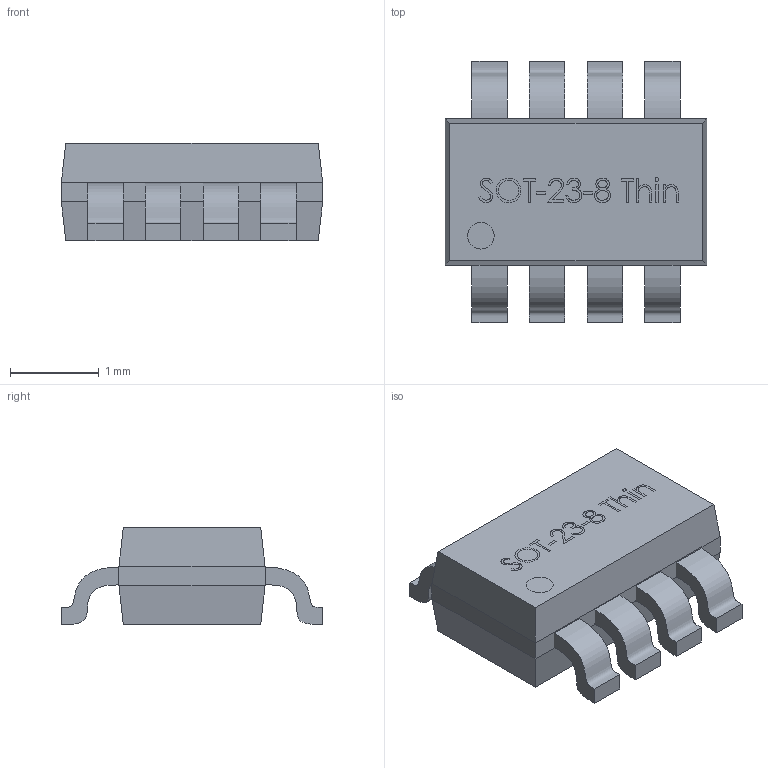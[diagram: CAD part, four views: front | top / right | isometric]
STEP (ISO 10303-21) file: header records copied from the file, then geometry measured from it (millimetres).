
FILE_DESCRIPTION (( 'STEP AP214' ), '1' );
FILE_NAME ('User Library-SOT-23-8-Thin.STEP', '2020-07-04T08:38:37', ( '' ), ( '' ), 'SwSTEP 2.0', 'SolidWorks 2020', '' );
FILE_SCHEMA (( 'AUTOMOTIVE_DESIGN' ));
Length unit declared in the file: millimetre
Products named in the file (1): User Library-SOT-23-8-Thin
Bounding box: 2.95 x 2.95 x 1.1 mm (x, y, z)
Volume: 6.2 mm3; surface area: 36 mm2
Topology: 5 solids, 5 shells, 71 faces, 257 edges, 213 vertices
Faces by surface type: plane 55, bspline 16
Entity records: 4940 total; most frequent: CARTESIAN_POINT 2042, ORIENTED_EDGE 514, DIRECTION 263, EDGE_CURVE 257, VERTEX_POINT 213, LINE 147, VECTOR 147, B_SPLINE_CURVE_WITH_KNOTS 108
